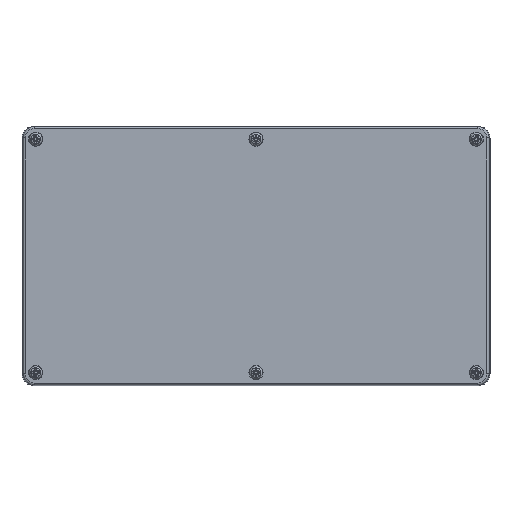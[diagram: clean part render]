
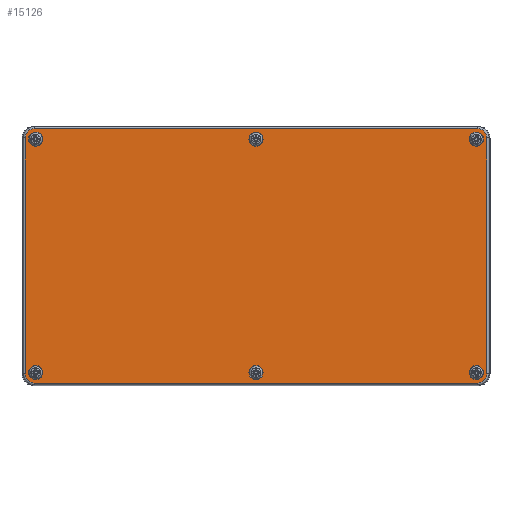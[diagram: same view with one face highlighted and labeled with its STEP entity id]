
A CAD part, top view. The second image highlights one B-rep face of the part: STEP entity #15126.
In plain terms, the highlighted face is planar.
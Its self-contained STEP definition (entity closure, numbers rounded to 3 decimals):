
#1118=LINE('',#25391,#2162);
#1120=LINE('',#25403,#2164);
#1122=LINE('',#25415,#2166);
#1124=LINE('',#25424,#2168);
#2162=VECTOR('',#20591,182.);
#2164=VECTOR('',#20605,342.);
#2166=VECTOR('',#20619,182.);
#2168=VECTOR('',#20631,342.);
#2712=PLANE('',#16694);
#3236=FACE_BOUND('',#4948,.T.);
#3237=FACE_BOUND('',#4949,.T.);
#3238=FACE_BOUND('',#4950,.T.);
#3239=FACE_BOUND('',#4951,.T.);
#3240=FACE_BOUND('',#4952,.T.);
#3241=FACE_BOUND('',#4953,.T.);
#3844=FACE_OUTER_BOUND('',#4947,.T.);
#4947=EDGE_LOOP('',(#12545,#12546,#12547,#12548,#12549,#12550,#12551,#12552));
#4948=EDGE_LOOP('',(#12553));
#4949=EDGE_LOOP('',(#12554));
#4950=EDGE_LOOP('',(#12555));
#4951=EDGE_LOOP('',(#12556));
#4952=EDGE_LOOP('',(#12557));
#4953=EDGE_LOOP('',(#12558));
#5892=CIRCLE('',#16558,5.45);
#5894=CIRCLE('',#16562,5.45);
#5896=CIRCLE('',#16566,5.45);
#5898=CIRCLE('',#16570,5.45);
#5900=CIRCLE('',#16574,5.45);
#5902=CIRCLE('',#16578,5.45);
#5935=CIRCLE('',#16668,7.077);
#5941=CIRCLE('',#16676,7.077);
#5945=CIRCLE('',#16682,7.077);
#5949=CIRCLE('',#16688,7.077);
#7171=VERTEX_POINT('',#25117);
#7173=VERTEX_POINT('',#25123);
#7175=VERTEX_POINT('',#25129);
#7177=VERTEX_POINT('',#25135);
#7179=VERTEX_POINT('',#25141);
#7181=VERTEX_POINT('',#25147);
#7242=VERTEX_POINT('',#25379);
#7243=VERTEX_POINT('',#25381);
#7245=VERTEX_POINT('',#25387);
#7247=VERTEX_POINT('',#25393);
#7249=VERTEX_POINT('',#25399);
#7251=VERTEX_POINT('',#25405);
#7253=VERTEX_POINT('',#25411);
#7255=VERTEX_POINT('',#25417);
#8948=EDGE_CURVE('',#7171,#7171,#5892,.T.);
#8950=EDGE_CURVE('',#7173,#7173,#5894,.T.);
#8952=EDGE_CURVE('',#7175,#7175,#5896,.T.);
#8954=EDGE_CURVE('',#7177,#7177,#5898,.T.);
#8956=EDGE_CURVE('',#7179,#7179,#5900,.T.);
#8958=EDGE_CURVE('',#7181,#7181,#5902,.T.);
#9073=EDGE_CURVE('',#7242,#7243,#5935,.T.);
#9078=EDGE_CURVE('',#7243,#7245,#1118,.T.);
#9081=EDGE_CURVE('',#7245,#7247,#5941,.T.);
#9084=EDGE_CURVE('',#7247,#7249,#1120,.T.);
#9087=EDGE_CURVE('',#7249,#7251,#5945,.T.);
#9090=EDGE_CURVE('',#7251,#7253,#1122,.T.);
#9093=EDGE_CURVE('',#7253,#7255,#5949,.T.);
#9095=EDGE_CURVE('',#7255,#7242,#1124,.T.);
#12545=ORIENTED_EDGE('',*,*,#9073,.F.);
#12546=ORIENTED_EDGE('',*,*,#9095,.F.);
#12547=ORIENTED_EDGE('',*,*,#9093,.F.);
#12548=ORIENTED_EDGE('',*,*,#9090,.F.);
#12549=ORIENTED_EDGE('',*,*,#9087,.F.);
#12550=ORIENTED_EDGE('',*,*,#9084,.F.);
#12551=ORIENTED_EDGE('',*,*,#9081,.F.);
#12552=ORIENTED_EDGE('',*,*,#9078,.F.);
#12553=ORIENTED_EDGE('',*,*,#8948,.T.);
#12554=ORIENTED_EDGE('',*,*,#8950,.T.);
#12555=ORIENTED_EDGE('',*,*,#8952,.T.);
#12556=ORIENTED_EDGE('',*,*,#8954,.T.);
#12557=ORIENTED_EDGE('',*,*,#8956,.T.);
#12558=ORIENTED_EDGE('',*,*,#8958,.T.);
#15126=ADVANCED_FACE('',(#3844,#3236,#3237,#3238,#3239,#3240,#3241),#2712,
 .F.);
#16558=AXIS2_PLACEMENT_3D('',#25118,#20278,#20279);
#16562=AXIS2_PLACEMENT_3D('',#25124,#20286,#20287);
#16566=AXIS2_PLACEMENT_3D('',#25130,#20294,#20295);
#16570=AXIS2_PLACEMENT_3D('',#25136,#20302,#20303);
#16574=AXIS2_PLACEMENT_3D('',#25142,#20310,#20311);
#16578=AXIS2_PLACEMENT_3D('',#25148,#20318,#20319);
#16668=AXIS2_PLACEMENT_3D('',#25382,#20580,#20581);
#16676=AXIS2_PLACEMENT_3D('',#25397,#20598,#20599);
#16682=AXIS2_PLACEMENT_3D('',#25409,#20612,#20613);
#16688=AXIS2_PLACEMENT_3D('',#25421,#20626,#20627);
#16694=AXIS2_PLACEMENT_3D('',#25434,#20645,#20646);
#20278=DIRECTION('center_axis',(0.,0.,1.));
#20279=DIRECTION('ref_axis',(1.,0.,0.));
#20286=DIRECTION('center_axis',(0.,0.,1.));
#20287=DIRECTION('ref_axis',(1.,0.,0.));
#20294=DIRECTION('center_axis',(0.,0.,1.));
#20295=DIRECTION('ref_axis',(1.,0.,0.));
#20302=DIRECTION('center_axis',(0.,0.,1.));
#20303=DIRECTION('ref_axis',(1.,0.,0.));
#20310=DIRECTION('center_axis',(0.,0.,1.));
#20311=DIRECTION('ref_axis',(1.,0.,0.));
#20318=DIRECTION('center_axis',(0.,0.,1.));
#20319=DIRECTION('ref_axis',(1.,0.,0.));
#20580=DIRECTION('center_axis',(0.,0.,1.));
#20581=DIRECTION('ref_axis',(-0.707,0.707,0.));
#20591=DIRECTION('',(0.,-1.,0.));
#20598=DIRECTION('center_axis',(0.,0.,1.));
#20599=DIRECTION('ref_axis',(-0.707,-0.707,0.));
#20605=DIRECTION('',(1.,0.,0.));
#20612=DIRECTION('center_axis',(0.,0.,1.));
#20613=DIRECTION('ref_axis',(0.707,-0.707,0.));
#20619=DIRECTION('',(0.,1.,0.));
#20626=DIRECTION('center_axis',(0.,0.,1.));
#20627=DIRECTION('ref_axis',(0.707,0.707,0.));
#20631=DIRECTION('',(-1.,0.,0.));
#20645=DIRECTION('center_axis',(0.,0.,1.));
#20646=DIRECTION('ref_axis',(1.,0.,0.));
#25117=CARTESIAN_POINT('',(164.55,-90.,-50.));
#25118=CARTESIAN_POINT('Origin',(170.,-90.,-50.));
#25123=CARTESIAN_POINT('',(-5.45,-90.,-50.));
#25124=CARTESIAN_POINT('Origin',(0.,-90.,-50.));
#25129=CARTESIAN_POINT('',(-175.45,-90.,-50.));
#25130=CARTESIAN_POINT('Origin',(-170.,-90.,-50.));
#25135=CARTESIAN_POINT('',(-175.45,90.,-50.));
#25136=CARTESIAN_POINT('Origin',(-170.,90.,-50.));
#25141=CARTESIAN_POINT('',(-5.45,90.,-50.));
#25142=CARTESIAN_POINT('Origin',(0.,90.,-50.));
#25147=CARTESIAN_POINT('',(164.55,90.,-50.));
#25148=CARTESIAN_POINT('Origin',(170.,90.,-50.));
#25379=CARTESIAN_POINT('',(-171.,98.077,-50.));
#25381=CARTESIAN_POINT('',(-178.077,91.,-50.));
#25382=CARTESIAN_POINT('Origin',(-171.,91.,-50.));
#25387=CARTESIAN_POINT('',(-178.077,-91.,-50.));
#25391=CARTESIAN_POINT('',(-178.077,45.5,-50.));
#25393=CARTESIAN_POINT('',(-171.,-98.077,-50.));
#25397=CARTESIAN_POINT('Origin',(-171.,-91.,-50.));
#25399=CARTESIAN_POINT('',(171.,-98.077,-50.));
#25403=CARTESIAN_POINT('',(-85.5,-98.077,-50.));
#25405=CARTESIAN_POINT('',(178.077,-91.,-50.));
#25409=CARTESIAN_POINT('Origin',(171.,-91.,-50.));
#25411=CARTESIAN_POINT('',(178.077,91.,-50.));
#25415=CARTESIAN_POINT('',(178.077,-45.5,-50.));
#25417=CARTESIAN_POINT('',(171.,98.077,-50.));
#25421=CARTESIAN_POINT('Origin',(171.,91.,-50.));
#25424=CARTESIAN_POINT('',(85.5,98.077,-50.));
#25434=CARTESIAN_POINT('Origin',(0.,0.,-50.));
